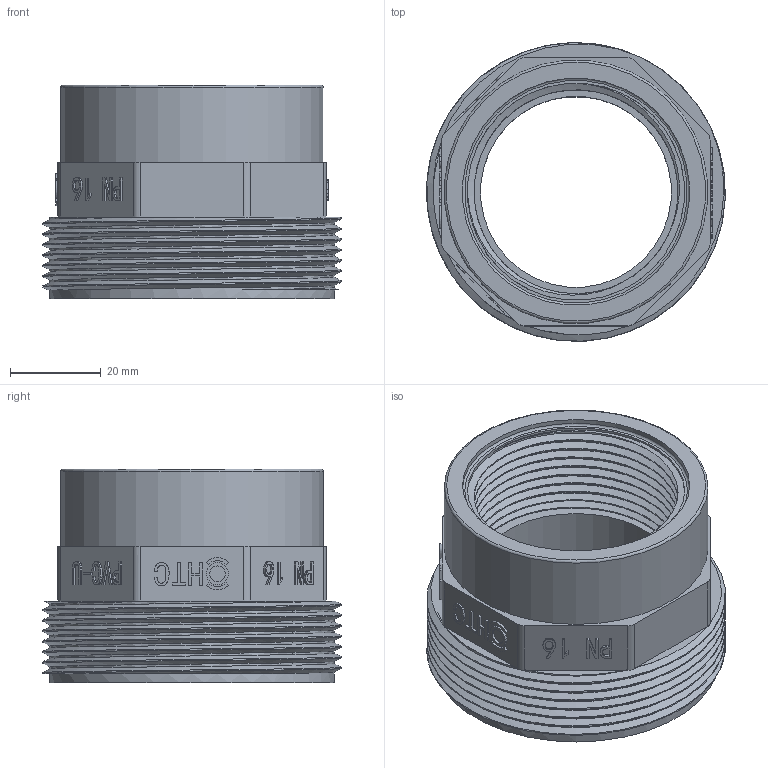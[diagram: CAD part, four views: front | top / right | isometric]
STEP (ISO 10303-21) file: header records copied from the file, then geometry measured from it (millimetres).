
FILE_DESCRIPTION(/* description */ (''),/* implementation_level */ '2;1');
FILE_NAME(/* name */ 'AF0600.SIG.050.step',/* time_stamp */ '2026-01-07T09:08:21+01:00',/* author */ (''),/* organization */ (''),/* preprocessor_version */ 'ST-DEVELOPER v20.1',/* originating_system */ 'Autodesk Translation Framework v14.21.0.0',/* authorisation */ '');
FILE_SCHEMA (('AUTOMOTIVE_DESIGN { 1 0 10303 214 3 1 1 }'));
Length unit declared in the file: millimetre
Products named in the file (1): 2026-01-07-08-00-57-317
Bounding box: 65.68 x 65.69 x 47 mm (x, y, z)
Volume: 61969.2 mm3; surface area: 25384.2 mm2
Topology: 1 solids, 1 shells, 374 faces, 986 edges, 654 vertices
Faces by surface type: plane 215, bspline 102, cylinder 55, torus 2
Full cylindrical faces by diameter (mm): 3.438 x1, 4.814 x1, 42 x1, 44.845 x7, 47.803 x9, 48 x1, 50 x1, 58 x2, 62.752 x7, 65.71 x6
Entity records: 23063 total; most frequent: CARTESIAN_POINT 14356, ORIENTED_EDGE 1972, DIRECTION 1445, EDGE_CURVE 986, VERTEX_POINT 654, LINE 635, VECTOR 635, EDGE_LOOP 416
